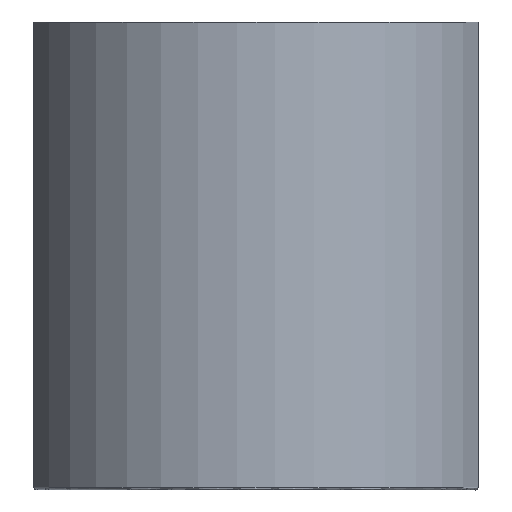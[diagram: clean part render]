
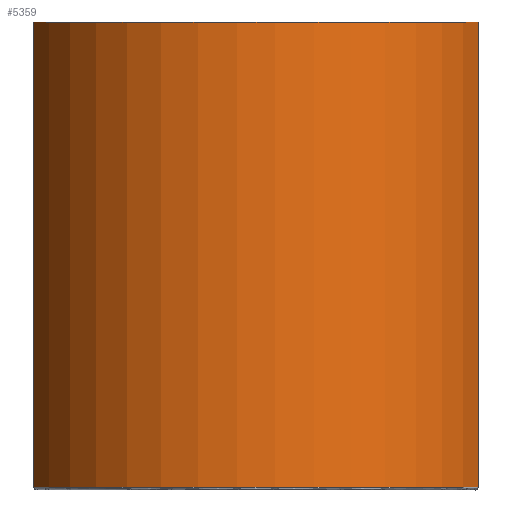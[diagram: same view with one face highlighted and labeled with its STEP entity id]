
A CAD part, top view. The second image highlights one B-rep face of the part: STEP entity #5359.
In plain terms, the highlighted cylindrical face has radius 175 mm (diameter 350 mm), a partial arc.
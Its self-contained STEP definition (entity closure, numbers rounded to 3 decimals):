
#89 = ORIENTED_EDGE ( 'NONE', *, *, #6638, .F. ) ;
#101 = EDGE_CURVE ( 'NONE', #2089, #6604, #4684, .T. ) ;
#291 = CARTESIAN_POINT ( 'NONE',  ( -166.132, 0., 55. ) ) ;
#439 = CARTESIAN_POINT ( 'NONE',  ( 166.132, 0., 55. ) ) ;
#524 = CARTESIAN_POINT ( 'NONE',  ( 0., -348., 0. ) ) ;
#530 = DIRECTION ( 'NONE',  ( 0., 1., 0. ) ) ;
#854 = AXIS2_PLACEMENT_3D ( 'NONE', #5872, #6436, #6633 ) ;
#859 = VERTEX_POINT ( 'NONE', #439 ) ;
#909 = AXIS2_PLACEMENT_3D ( 'NONE', #524, #4539, #3959 ) ;
#1098 = VECTOR ( 'NONE', #3322, 1000. ) ;
#1212 = ORIENTED_EDGE ( 'NONE', *, *, #6152, .F. ) ;
#1456 = VECTOR ( 'NONE', #530, 1000. ) ;
#2089 = VERTEX_POINT ( 'NONE', #7135 ) ;
#2143 = VERTEX_POINT ( 'NONE', #291 ) ;
#2147 = CARTESIAN_POINT ( 'NONE',  ( 166.132, 0., 55. ) ) ;
#2216 = CARTESIAN_POINT ( 'NONE',  ( 0., 0., 0. ) ) ;
#2717 = CIRCLE ( 'NONE', #6412, 175. ) ;
#2742 = EDGE_LOOP ( 'NONE', ( #6359, #89, #3680, #1212 ) ) ;
#2777 = CARTESIAN_POINT ( 'NONE',  ( -166.132, -348., 55. ) ) ;
#2798 = DIRECTION ( 'NONE',  ( 0., 0., -1. ) ) ;
#2990 = LINE ( 'NONE', #7355, #1456 ) ;
#3322 = DIRECTION ( 'NONE',  ( 0., -1., 0. ) ) ;
#3680 = ORIENTED_EDGE ( 'NONE', *, *, #101, .F. ) ;
#3902 = CYLINDRICAL_SURFACE ( 'NONE', #909, 175. ) ;
#3959 = DIRECTION ( 'NONE',  ( 0., 0., -1. ) ) ;
#4172 = LINE ( 'NONE', #2147, #1098 ) ;
#4539 = DIRECTION ( 'NONE',  ( 0., -1., 0. ) ) ;
#4684 = CIRCLE ( 'NONE', #854, 175. ) ;
#5320 = EDGE_CURVE ( 'NONE', #859, #2143, #2717, .T. ) ;
#5359 = ADVANCED_FACE ( 'NONE', ( #5576 ), #3902, .T. ) ;
#5576 = FACE_OUTER_BOUND ( 'NONE', #2742, .T. ) ;
#5872 = CARTESIAN_POINT ( 'NONE',  ( 0., -348., 0. ) ) ;
#6152 = EDGE_CURVE ( 'NONE', #859, #2089, #4172, .T. ) ;
#6215 = DIRECTION ( 'NONE',  ( 0., -1., 0. ) ) ;
#6359 = ORIENTED_EDGE ( 'NONE', *, *, #5320, .T. ) ;
#6412 = AXIS2_PLACEMENT_3D ( 'NONE', #2216, #6215, #2798 ) ;
#6436 = DIRECTION ( 'NONE',  ( 0., -1., 0. ) ) ;
#6604 = VERTEX_POINT ( 'NONE', #2777 ) ;
#6633 = DIRECTION ( 'NONE',  ( 0., 0., -1. ) ) ;
#6638 = EDGE_CURVE ( 'NONE', #6604, #2143, #2990, .T. ) ;
#7135 = CARTESIAN_POINT ( 'NONE',  ( 166.132, -348., 55. ) ) ;
#7355 = CARTESIAN_POINT ( 'NONE',  ( -166.132, 0., 55. ) ) ;
